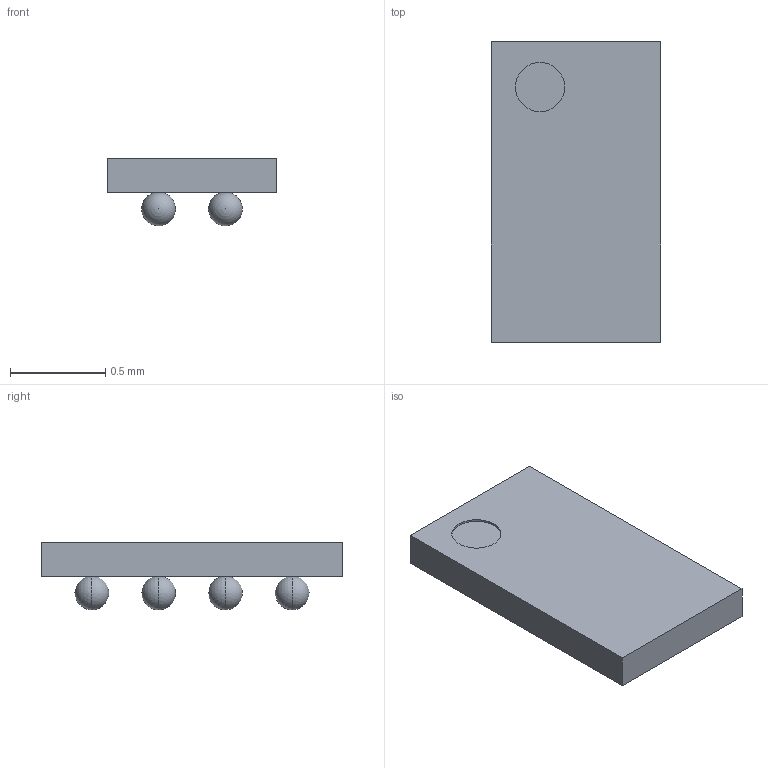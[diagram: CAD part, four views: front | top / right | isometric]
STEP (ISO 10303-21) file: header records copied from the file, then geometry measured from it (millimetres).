
FILE_DESCRIPTION (( 'STEP AP214' ), '1' );
FILE_NAME ('DSBGA_YCJ0008-C01_TEX.step', '2025-04-13T07:01:09', ( '' ), ( '' ), 'SwSTEP 2.0', 'SolidWorks 2025', '' );
FILE_SCHEMA (( 'AUTOMOTIVE_DESIGN' ));
Length unit declared in the file: millimetre
Products named in the file (1): DSBGA_YCJ0008-C01_TEX
Bounding box: 0.89 x 1.57 x 0.36 mm (x, y, z)
Volume: 0.3 mm3; surface area: 4.5 mm2
Topology: 9 solids, 9 shells, 25 faces, 74 edges, 52 vertices
Faces by surface type: sphere 16, plane 7, cylinder 2
Entity records: 651 total; most frequent: DIRECTION 106, CARTESIAN_POINT 88, ORIENTED_EDGE 68, AXIS2_PLACEMENT_3D 46, EDGE_CURVE 34, VERTEX_POINT 28, EDGE_LOOP 26, ADVANCED_FACE 25
